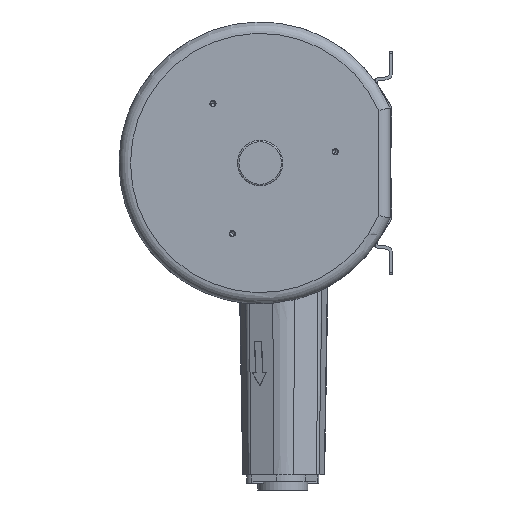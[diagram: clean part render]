
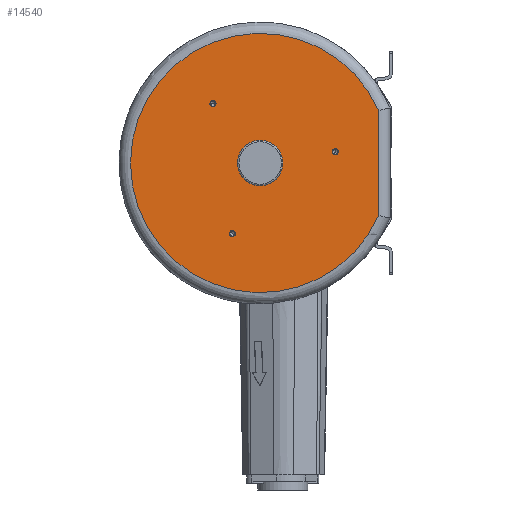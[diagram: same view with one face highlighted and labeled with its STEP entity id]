
A CAD part, left-side view. The second image highlights one B-rep face of the part: STEP entity #14540.
In plain terms, the highlighted planar face has unit normal (-1, 0, 0).
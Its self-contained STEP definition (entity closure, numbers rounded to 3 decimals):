
#486=CARTESIAN_POINT('',(-180.,-156.288,69.39));
#488=CARTESIAN_POINT('',(-180.,0.,0.));
#489=DIRECTION('',(-1.,0.,0.));
#490=DIRECTION('',(0.,-0.914,0.406));
#491=AXIS2_PLACEMENT_3D('',#488,#489,#490);
#540=CARTESIAN_POINT('',(-180.,0.,0.));
#541=DIRECTION('',(-1.,0.,0.));
#542=DIRECTION('',(0.,0.,1.));
#543=AXIS2_PLACEMENT_3D('',#540,#541,#542);
#545=CARTESIAN_POINT('',(-180.,0.,0.));
#546=DIRECTION('',(-1.,0.,0.));
#547=DIRECTION('',(0.,0.,-1.));
#548=AXIS2_PLACEMENT_3D('',#545,#546,#547);
#550=DIRECTION('',(0.,0.,1.));
#551=VECTOR('',#550,138.779);
#552=CARTESIAN_POINT('',(-180.,-156.288,-69.39));
#553=LINE('',#552,#551);
#554=CARTESIAN_POINT('',(-180.,62.251,78.261));
#555=DIRECTION('',(-1.,0.,0.));
#556=DIRECTION('',(0.,1.,0.));
#557=AXIS2_PLACEMENT_3D('',#554,#555,#556);
#559=CARTESIAN_POINT('',(-180.,62.251,78.261));
#560=DIRECTION('',(-1.,0.,0.));
#561=DIRECTION('',(0.,-1.,0.));
#562=AXIS2_PLACEMENT_3D('',#559,#560,#561);
#564=CARTESIAN_POINT('',(-180.,36.65,-93.042));
#565=DIRECTION('',(-1.,0.,0.));
#566=DIRECTION('',(0.,-0.5,-0.866));
#567=AXIS2_PLACEMENT_3D('',#564,#565,#566);
#569=CARTESIAN_POINT('',(-180.,36.65,-93.042));
#570=DIRECTION('',(-1.,0.,0.));
#571=DIRECTION('',(0.,0.5,0.866));
#572=AXIS2_PLACEMENT_3D('',#569,#570,#571);
#574=CARTESIAN_POINT('',(-180.,-98.902,14.781));
#575=DIRECTION('',(-1.,0.,0.));
#576=DIRECTION('',(0.,-0.5,0.866));
#577=AXIS2_PLACEMENT_3D('',#574,#575,#576);
#579=CARTESIAN_POINT('',(-180.,-98.902,14.781));
#580=DIRECTION('',(-1.,0.,0.));
#581=DIRECTION('',(0.,0.5,-0.866));
#582=AXIS2_PLACEMENT_3D('',#579,#580,#581);
#12356=CARTESIAN_POINT('',(-180.,0.,30.));
#12357=CARTESIAN_POINT('',(-180.,0.,-30.));
#12358=VERTEX_POINT('',#12356);
#12359=VERTEX_POINT('',#12357);
#12369=VERTEX_POINT('',#486);
#12432=CARTESIAN_POINT('',(-180.,-156.288,-69.39));
#12433=VERTEX_POINT('',#12432);
#12440=CARTESIAN_POINT('',(-180.,65.651,78.261));
#12441=CARTESIAN_POINT('',(-180.,58.851,78.261));
#12442=VERTEX_POINT('',#12440);
#12443=VERTEX_POINT('',#12441);
#12450=CARTESIAN_POINT('',(-180.,34.95,-95.986));
#12451=CARTESIAN_POINT('',(-180.,38.35,-90.097));
#12452=VERTEX_POINT('',#12450);
#12453=VERTEX_POINT('',#12451);
#12460=CARTESIAN_POINT('',(-180.,-100.602,17.725));
#12461=CARTESIAN_POINT('',(-180.,-97.202,11.836));
#12462=VERTEX_POINT('',#12460);
#12463=VERTEX_POINT('',#12461);
#14507=CARTESIAN_POINT('',(-180.,0.,0.));
#14508=DIRECTION('',(1.,0.,0.));
#14509=DIRECTION('',(0.,0.,-1.));
#14510=AXIS2_PLACEMENT_3D('',#14507,#14508,#14509);
#14511=PLANE('',#14510);
#14512=ORIENTED_EDGE('',*,*,#14480,.F.);
#14513=ORIENTED_EDGE('',*,*,#14490,.F.);
#14514=EDGE_LOOP('',(#14512,#14513));
#14515=FACE_OUTER_BOUND('',#14514,.F.);
#14517=ORIENTED_EDGE('',*,*,#14516,.T.);
#14519=ORIENTED_EDGE('',*,*,#14518,.T.);
#14520=EDGE_LOOP('',(#14517,#14519));
#14521=FACE_BOUND('',#14520,.F.);
#14523=ORIENTED_EDGE('',*,*,#14522,.T.);
#14525=ORIENTED_EDGE('',*,*,#14524,.T.);
#14526=EDGE_LOOP('',(#14523,#14525));
#14527=FACE_BOUND('',#14526,.F.);
#14529=ORIENTED_EDGE('',*,*,#14528,.T.);
#14531=ORIENTED_EDGE('',*,*,#14530,.T.);
#14532=EDGE_LOOP('',(#14529,#14531));
#14533=FACE_BOUND('',#14532,.F.);
#14535=ORIENTED_EDGE('',*,*,#14534,.T.);
#14537=ORIENTED_EDGE('',*,*,#14536,.T.);
#14538=EDGE_LOOP('',(#14535,#14537));
#14539=FACE_BOUND('',#14538,.F.);
#14540=ADVANCED_FACE('',(#14515,#14521,#14527,#14533,#14539),#14511,.F.);
#492=CIRCLE('',#491,171.);
#544=CIRCLE('',#543,30.);
#549=CIRCLE('',#548,30.);
#558=CIRCLE('',#557,3.4);
#563=CIRCLE('',#562,3.4);
#568=CIRCLE('',#567,3.4);
#573=CIRCLE('',#572,3.4);
#578=CIRCLE('',#577,3.4);
#583=CIRCLE('',#582,3.4);
#14480=EDGE_CURVE('',#12433,#12369,#553,.T.);
#14490=EDGE_CURVE('',#12369,#12433,#492,.T.);
#14516=EDGE_CURVE('',#12358,#12359,#544,.T.);
#14518=EDGE_CURVE('',#12359,#12358,#549,.T.);
#14522=EDGE_CURVE('',#12442,#12443,#558,.T.);
#14524=EDGE_CURVE('',#12443,#12442,#563,.T.);
#14528=EDGE_CURVE('',#12452,#12453,#568,.T.);
#14530=EDGE_CURVE('',#12453,#12452,#573,.T.);
#14534=EDGE_CURVE('',#12462,#12463,#578,.T.);
#14536=EDGE_CURVE('',#12463,#12462,#583,.T.);
